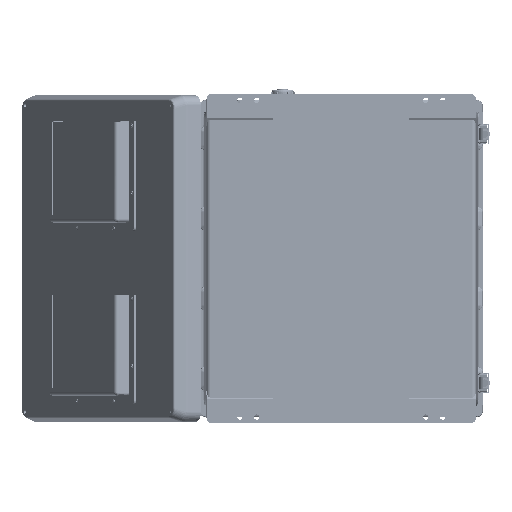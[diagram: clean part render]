
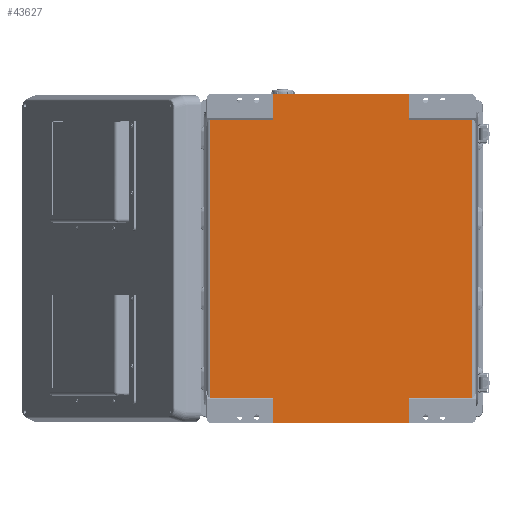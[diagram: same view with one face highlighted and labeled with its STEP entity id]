
A CAD part, front view. The second image highlights one B-rep face of the part: STEP entity #43627.
In plain terms, the highlighted planar face has unit normal (0, -1, 0).
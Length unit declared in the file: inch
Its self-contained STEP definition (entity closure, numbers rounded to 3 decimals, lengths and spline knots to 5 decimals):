
#197 = CARTESIAN_POINT ( 'NONE',  ( 4.03163, 0.05906, -19.48819 ) ) ;
#954 = EDGE_CURVE ( 'NONE', #119679, #109212, #29436, .T. ) ;
#964 = LINE ( 'NONE', #61537, #15638 ) ;
#1195 = EDGE_CURVE ( 'NONE', #49818, #110348, #22178, .T. ) ;
#1722 = AXIS2_PLACEMENT_3D ( 'NONE', #10674, #44258, #84013 ) ;
#5121 = DIRECTION ( 'NONE',  ( 0., 0., 1. ) ) ;
#5416 = EDGE_CURVE ( 'NONE', #7790, #63948, #964, .T. ) ;
#5617 = VERTEX_POINT ( 'NONE', #9417 ) ;
#7790 = VERTEX_POINT ( 'NONE', #87736 ) ;
#8093 = ORIENTED_EDGE ( 'NONE', *, *, #954, .F. ) ;
#9278 = DIRECTION ( 'NONE',  ( 1., 0., 0. ) ) ;
#9333 = EDGE_CURVE ( 'NONE', #43631, #103085, #19246, .T. ) ;
#9417 = CARTESIAN_POINT ( 'NONE',  ( 4.03163, 0.05906, -1.51961 ) ) ;
#10674 = CARTESIAN_POINT ( 'NONE',  ( 8.11811, 0.05906, -1.51961 ) ) ;
#10728 = CARTESIAN_POINT ( 'NONE',  ( 8.11811, 0.05906, -19.48819 ) ) ;
#12625 = LINE ( 'NONE', #85286, #119068 ) ;
#14111 = EDGE_CURVE ( 'NONE', #76839, #21613, #21469, .T. ) ;
#14563 = EDGE_CURVE ( 'NONE', #126291, #5617, #127420, .T. ) ;
#15638 = VECTOR ( 'NONE', #104616, 39.37008 ) ;
#19246 = LINE ( 'NONE', #49537, #28302 ) ;
#21469 = LINE ( 'NONE', #10728, #95565 ) ;
#21613 = VERTEX_POINT ( 'NONE', #31237 ) ;
#22134 = EDGE_CURVE ( 'NONE', #103085, #76839, #121191, .T. ) ;
#22178 = LINE ( 'NONE', #105627, #110777 ) ;
#23327 = VECTOR ( 'NONE', #45023, 39.37008 ) ;
#23519 = CARTESIAN_POINT ( 'NONE',  ( 4.03163, 0.05906, -17.96858 ) ) ;
#24881 = CARTESIAN_POINT ( 'NONE',  ( 4.03163, 0.05906, 0. ) ) ;
#27056 = EDGE_CURVE ( 'NONE', #109212, #110348, #125093, .T. ) ;
#28302 = VECTOR ( 'NONE', #120880, 39.37008 ) ;
#28702 = LINE ( 'NONE', #81229, #119549 ) ;
#28765 = CARTESIAN_POINT ( 'NONE',  ( -8.11811, 0.05906, -1.51961 ) ) ;
#29436 = LINE ( 'NONE', #28765, #67808 ) ;
#31237 = CARTESIAN_POINT ( 'NONE',  ( -4.03163, 0.05906, -19.48819 ) ) ;
#31674 = EDGE_LOOP ( 'NONE', ( #105864, #47350, #60422, #59061, #60713, #105159, #64663, #80460, #71191, #93920, #120269, #8093 ) ) ;
#35042 = VECTOR ( 'NONE', #65836, 39.37008 ) ;
#38620 = EDGE_CURVE ( 'NONE', #5617, #49818, #12625, .T. ) ;
#43627 = ADVANCED_FACE ( 'NONE', ( #126373 ), #63112, .F. ) ;
#43631 = VERTEX_POINT ( 'NONE', #79690 ) ;
#44258 = DIRECTION ( 'NONE',  ( 0., 1., 0. ) ) ;
#45023 = DIRECTION ( 'NONE',  ( 0., 0., -1. ) ) ;
#47350 = ORIENTED_EDGE ( 'NONE', *, *, #5416, .T. ) ;
#47796 = CARTESIAN_POINT ( 'NONE',  ( 7.73754, 0.05906, -1.51961 ) ) ;
#48365 = VECTOR ( 'NONE', #116661, 39.37008 ) ;
#49537 = CARTESIAN_POINT ( 'NONE',  ( 8.11811, 0.05906, -17.96858 ) ) ;
#49818 = VERTEX_POINT ( 'NONE', #24881 ) ;
#54399 = DIRECTION ( 'NONE',  ( -1., 0., 0. ) ) ;
#55299 = CARTESIAN_POINT ( 'NONE',  ( 7.73754, 0.05906, -1.51961 ) ) ;
#55574 = CARTESIAN_POINT ( 'NONE',  ( -7.73754, 0.05906, -1.51961 ) ) ;
#56186 = EDGE_CURVE ( 'NONE', #63948, #21613, #28702, .T. ) ;
#59061 = ORIENTED_EDGE ( 'NONE', *, *, #14111, .F. ) ;
#60422 = ORIENTED_EDGE ( 'NONE', *, *, #56186, .T. ) ;
#60713 = ORIENTED_EDGE ( 'NONE', *, *, #22134, .F. ) ;
#61537 = CARTESIAN_POINT ( 'NONE',  ( -8.11811, 0.05906, -17.96858 ) ) ;
#63112 = PLANE ( 'NONE',  #1722 ) ;
#63596 = CARTESIAN_POINT ( 'NONE',  ( -4.03163, 0.05906, -17.96858 ) ) ;
#63948 = VERTEX_POINT ( 'NONE', #63596 ) ;
#64663 = ORIENTED_EDGE ( 'NONE', *, *, #77003, .T. ) ;
#64722 = LINE ( 'NONE', #55299, #104129 ) ;
#64995 = LINE ( 'NONE', #55574, #67993 ) ;
#65836 = DIRECTION ( 'NONE',  ( 0., 0., 1. ) ) ;
#67808 = VECTOR ( 'NONE', #9278, 39.37008 ) ;
#67993 = VECTOR ( 'NONE', #104785, 39.37008 ) ;
#71069 = CARTESIAN_POINT ( 'NONE',  ( -7.73754, 0.05906, -1.51961 ) ) ;
#71191 = ORIENTED_EDGE ( 'NONE', *, *, #38620, .T. ) ;
#76839 = VERTEX_POINT ( 'NONE', #197 ) ;
#77003 = EDGE_CURVE ( 'NONE', #43631, #126291, #64722, .T. ) ;
#79690 = CARTESIAN_POINT ( 'NONE',  ( 7.73754, 0.05906, -17.96858 ) ) ;
#79883 = DIRECTION ( 'NONE',  ( 0., 0., -1. ) ) ;
#80460 = ORIENTED_EDGE ( 'NONE', *, *, #14563, .T. ) ;
#81229 = CARTESIAN_POINT ( 'NONE',  ( -4.03163, 0.05906, -20.34606 ) ) ;
#84013 = DIRECTION ( 'NONE',  ( 0., 0., 1. ) ) ;
#85286 = CARTESIAN_POINT ( 'NONE',  ( 4.03163, 0.05906, 0.85787 ) ) ;
#87736 = CARTESIAN_POINT ( 'NONE',  ( -7.73754, 0.05906, -17.96858 ) ) ;
#93920 = ORIENTED_EDGE ( 'NONE', *, *, #1195, .T. ) ;
#95565 = VECTOR ( 'NONE', #54399, 39.37008 ) ;
#97126 = CARTESIAN_POINT ( 'NONE',  ( -4.03163, 0.05906, -1.51961 ) ) ;
#103085 = VERTEX_POINT ( 'NONE', #23519 ) ;
#104129 = VECTOR ( 'NONE', #107122, 39.37008 ) ;
#104616 = DIRECTION ( 'NONE',  ( 1., 0., 0. ) ) ;
#104785 = DIRECTION ( 'NONE',  ( 0., 0., 1. ) ) ;
#105159 = ORIENTED_EDGE ( 'NONE', *, *, #9333, .F. ) ;
#105627 = CARTESIAN_POINT ( 'NONE',  ( 8.11811, 0.05906, 0. ) ) ;
#105864 = ORIENTED_EDGE ( 'NONE', *, *, #112573, .F. ) ;
#107122 = DIRECTION ( 'NONE',  ( 0., 0., 1. ) ) ;
#109212 = VERTEX_POINT ( 'NONE', #97126 ) ;
#110348 = VERTEX_POINT ( 'NONE', #111404 ) ;
#110777 = VECTOR ( 'NONE', #115079, 39.37008 ) ;
#111099 = CARTESIAN_POINT ( 'NONE',  ( 4.03163, 0.05906, -20.34606 ) ) ;
#111404 = CARTESIAN_POINT ( 'NONE',  ( -4.03163, 0.05906, 0. ) ) ;
#112573 = EDGE_CURVE ( 'NONE', #7790, #119679, #64995, .T. ) ;
#115079 = DIRECTION ( 'NONE',  ( -1., 0., 0. ) ) ;
#116661 = DIRECTION ( 'NONE',  ( -1., 0., 0. ) ) ;
#117332 = CARTESIAN_POINT ( 'NONE',  ( 8.11811, 0.05906, -1.51961 ) ) ;
#119068 = VECTOR ( 'NONE', #5121, 39.37008 ) ;
#119549 = VECTOR ( 'NONE', #79883, 39.37008 ) ;
#119679 = VERTEX_POINT ( 'NONE', #71069 ) ;
#120269 = ORIENTED_EDGE ( 'NONE', *, *, #27056, .F. ) ;
#120880 = DIRECTION ( 'NONE',  ( -1., 0., 0. ) ) ;
#121191 = LINE ( 'NONE', #111099, #23327 ) ;
#125093 = LINE ( 'NONE', #125764, #35042 ) ;
#125764 = CARTESIAN_POINT ( 'NONE',  ( -4.03163, 0.05906, 0.85787 ) ) ;
#126291 = VERTEX_POINT ( 'NONE', #47796 ) ;
#126373 = FACE_OUTER_BOUND ( 'NONE', #31674, .T. ) ;
#127420 = LINE ( 'NONE', #117332, #48365 ) ;
